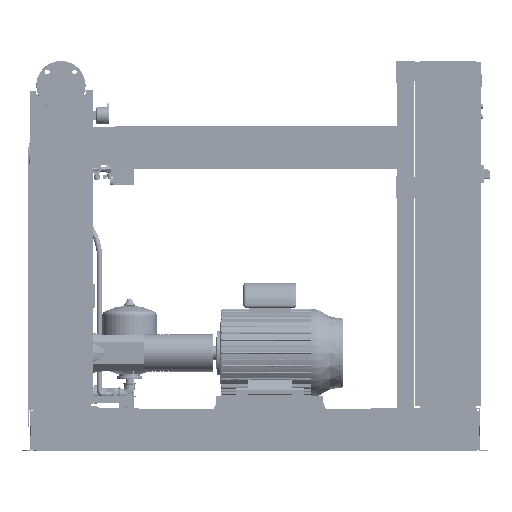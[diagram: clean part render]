
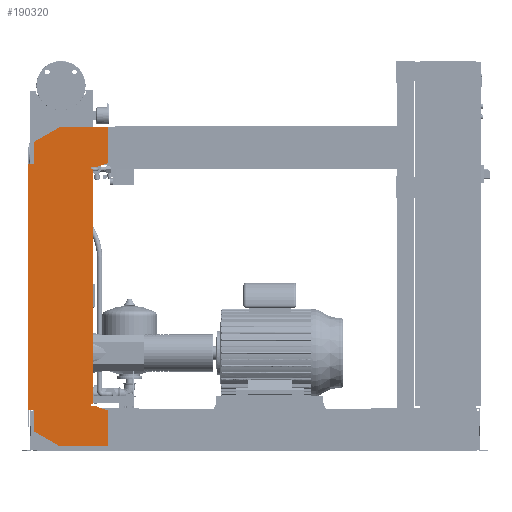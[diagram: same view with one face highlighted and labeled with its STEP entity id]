
A CAD part, front view. The second image highlights one B-rep face of the part: STEP entity #190320.
In plain terms, the highlighted free-form (B-spline) face has degree [1, 1] with [2, 2] control points.
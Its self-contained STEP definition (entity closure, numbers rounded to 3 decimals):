
#189805=CARTESIAN_POINT('',(-102.0,-565.5,1076.0));
#189806=VERTEX_POINT('',#189805);
#189813=CARTESIAN_POINT('',(-102.0,-565.5,1158.574));
#189814=VERTEX_POINT('',#189813);
#189815=CARTESIAN_POINT('',(-102.0,-565.5,1076.0));
#189816=DIRECTION('',(0.0,0.0,1.0));
#189817=VECTOR('',#189816,82.574);
#189818=LINE('',#189815,#189817);
#189819=EDGE_CURVE('',#189806,#189814,#189818,.T.);
#189837=CARTESIAN_POINT('',(-6.,-565.5,1214.0));
#189838=VERTEX_POINT('',#189837);
#189839=CARTESIAN_POINT('',(-102.0,-565.5,1158.574));
#189840=DIRECTION('',(0.866,0.0,0.5));
#189841=VECTOR('',#189840,110.851);
#189842=LINE('',#189839,#189841);
#189843=EDGE_CURVE('',#189814,#189838,#189842,.T.);
#189861=CARTESIAN_POINT('',(177.0,-565.5,1214.0));
#189862=VERTEX_POINT('',#189861);
#189863=CARTESIAN_POINT('',(-6.,-565.5,1214.0));
#189864=DIRECTION('',(1.0,0.0,0.0));
#189865=VECTOR('',#189864,183.0);
#189866=LINE('',#189863,#189865);
#189867=EDGE_CURVE('',#189838,#189862,#189866,.T.);
#189885=CARTESIAN_POINT('',(177.0,-565.5,1080.379));
#189886=VERTEX_POINT('',#189885);
#189887=CARTESIAN_POINT('',(177.0,-565.5,1214.0));
#189888=DIRECTION('',(0.0,0.0,-1.0));
#189889=VECTOR('',#189888,133.621);
#189890=LINE('',#189887,#189889);
#189891=EDGE_CURVE('',#189862,#189886,#189890,.T.);
#189909=CARTESIAN_POINT('',(132.,-565.5,1064.0));
#189910=VERTEX_POINT('',#189909);
#189911=CARTESIAN_POINT('',(177.0,-565.5,1080.379));
#189912=DIRECTION('',(-0.94,0.0,-0.342));
#189913=VECTOR('',#189912,47.888);
#189914=LINE('',#189911,#189913);
#189915=EDGE_CURVE('',#189886,#189910,#189914,.T.);
#189933=CARTESIAN_POINT('',(112.0,-565.5,1064.0));
#189934=VERTEX_POINT('',#189933);
#189935=CARTESIAN_POINT('',(132.,-565.5,1064.0));
#189936=DIRECTION('',(-1.0,0.0,0.0));
#189937=VECTOR('',#189936,20.);
#189938=LINE('',#189935,#189937);
#189939=EDGE_CURVE('',#189910,#189934,#189938,.T.);
#189957=CARTESIAN_POINT('',(112.0,-565.5,1056.0));
#189958=VERTEX_POINT('',#189957);
#189959=CARTESIAN_POINT('',(112.0,-565.5,1064.0));
#189960=DIRECTION('',(0.0,0.0,-1.0));
#189961=VECTOR('',#189960,8.0);
#189962=LINE('',#189959,#189961);
#189963=EDGE_CURVE('',#189934,#189958,#189962,.T.);
#189981=CARTESIAN_POINT('',(120.,-565.5,1056.0));
#189982=VERTEX_POINT('',#189981);
#189983=CARTESIAN_POINT('',(112.0,-565.5,1056.0));
#189984=DIRECTION('',(1.0,0.0,0.0));
#189985=VECTOR('',#189984,8.);
#189986=LINE('',#189983,#189985);
#189987=EDGE_CURVE('',#189958,#189982,#189986,.T.);
#190005=CARTESIAN_POINT('',(120.,-565.5,176.));
#190006=VERTEX_POINT('',#190005);
#190017=CARTESIAN_POINT('',(120.,-565.5,1056.0));
#190018=DIRECTION('',(0.0,0.0,-1.0));
#190019=VECTOR('',#190018,880.);
#190020=LINE('',#190017,#190019);
#190021=EDGE_CURVE('',#189982,#190006,#190020,.T.);
#190035=CARTESIAN_POINT('',(112.,-565.5,176.));
#190036=VERTEX_POINT('',#190035);
#190037=CARTESIAN_POINT('',(120.,-565.5,176.));
#190038=DIRECTION('',(-1.0,0.0,0.0));
#190039=VECTOR('',#190038,8.);
#190040=LINE('',#190037,#190039);
#190041=EDGE_CURVE('',#190006,#190036,#190040,.T.);
#190059=CARTESIAN_POINT('',(112.,-565.5,168.));
#190060=VERTEX_POINT('',#190059);
#190061=CARTESIAN_POINT('',(112.,-565.5,176.));
#190062=DIRECTION('',(0.0,0.0,-1.0));
#190063=VECTOR('',#190062,8.0);
#190064=LINE('',#190061,#190063);
#190065=EDGE_CURVE('',#190036,#190060,#190064,.T.);
#190083=CARTESIAN_POINT('',(132.,-565.5,168.));
#190084=VERTEX_POINT('',#190083);
#190085=CARTESIAN_POINT('',(112.,-565.5,168.));
#190086=DIRECTION('',(1.0,0.0,0.0));
#190087=VECTOR('',#190086,20.0);
#190088=LINE('',#190085,#190087);
#190089=EDGE_CURVE('',#190060,#190084,#190088,.T.);
#190107=CARTESIAN_POINT('',(177.,-565.5,151.621));
#190108=VERTEX_POINT('',#190107);
#190109=CARTESIAN_POINT('',(132.,-565.5,168.));
#190110=DIRECTION('',(0.94,0.0,-0.342));
#190111=VECTOR('',#190110,47.888);
#190112=LINE('',#190109,#190111);
#190113=EDGE_CURVE('',#190084,#190108,#190112,.T.);
#190131=CARTESIAN_POINT('',(177.,-565.5,18.0));
#190132=VERTEX_POINT('',#190131);
#190133=CARTESIAN_POINT('',(177.,-565.5,151.621));
#190134=DIRECTION('',(0.0,0.0,-1.0));
#190135=VECTOR('',#190134,133.621);
#190136=LINE('',#190133,#190135);
#190137=EDGE_CURVE('',#190108,#190132,#190136,.T.);
#190155=CARTESIAN_POINT('',(-4.,-565.5,18.0));
#190156=VERTEX_POINT('',#190155);
#190157=CARTESIAN_POINT('',(177.,-565.5,18.0));
#190158=DIRECTION('',(-1.0,0.0,0.0));
#190159=VECTOR('',#190158,181.);
#190160=LINE('',#190157,#190159);
#190161=EDGE_CURVE('',#190132,#190156,#190160,.T.);
#190179=CARTESIAN_POINT('',(-102.,-565.5,74.58));
#190180=VERTEX_POINT('',#190179);
#190181=CARTESIAN_POINT('',(-4.,-565.5,18.0));
#190182=DIRECTION('',(-0.866,0.0,0.5));
#190183=VECTOR('',#190182,113.161);
#190184=LINE('',#190181,#190183);
#190185=EDGE_CURVE('',#190156,#190180,#190184,.T.);
#190203=CARTESIAN_POINT('',(-102.,-565.5,156.0));
#190204=VERTEX_POINT('',#190203);
#190205=CARTESIAN_POINT('',(-102.,-565.5,74.58));
#190206=DIRECTION('',(0.0,0.0,1.0));
#190207=VECTOR('',#190206,81.42);
#190208=LINE('',#190205,#190207);
#190209=EDGE_CURVE('',#190180,#190204,#190208,.T.);
#190227=CARTESIAN_POINT('',(-122.,-565.5,156.0));
#190228=VERTEX_POINT('',#190227);
#190229=CARTESIAN_POINT('',(-102.,-565.5,156.0));
#190230=DIRECTION('',(-1.0,0.0,0.0));
#190231=VECTOR('',#190230,20.0);
#190232=LINE('',#190229,#190231);
#190233=EDGE_CURVE('',#190204,#190228,#190232,.T.);
#190251=CARTESIAN_POINT('',(-122.0,-565.5,1076.0));
#190252=VERTEX_POINT('',#190251);
#190265=CARTESIAN_POINT('',(-122.,-565.5,156.0));
#190266=DIRECTION('',(0.0,0.0,1.0));
#190267=VECTOR('',#190266,920.0);
#190268=LINE('',#190265,#190267);
#190269=EDGE_CURVE('',#190228,#190252,#190268,.T.);
#190283=CARTESIAN_POINT('',(-122.0,-565.5,1076.0));
#190284=DIRECTION('',(1.0,0.0,0.0));
#190285=VECTOR('',#190284,20.0);
#190286=LINE('',#190283,#190285);
#190287=EDGE_CURVE('',#190252,#189806,#190286,.T.);
#190293=CARTESIAN_POINT('',(-122.,-565.5,18.0));
#190294=CARTESIAN_POINT('',(177.0,-565.5,18.0));
#190295=CARTESIAN_POINT('',(-122.,-565.5,1214.0));
#190296=CARTESIAN_POINT('',(177.0,-565.5,1214.0));
#190297=B_SPLINE_SURFACE_WITH_KNOTS('',1,1,((#190293,#190295),(#190294,#190296)),.UNSPECIFIED.,.F.,.F.,.U.,(2,2),(2,2),(0.0,299.),(0.0,1196.0),.UNSPECIFIED.);
#190298=ORIENTED_EDGE('',*,*,#190287,.F.);
#190299=ORIENTED_EDGE('',*,*,#190269,.F.);
#190300=ORIENTED_EDGE('',*,*,#190233,.F.);
#190301=ORIENTED_EDGE('',*,*,#190209,.F.);
#190302=ORIENTED_EDGE('',*,*,#190185,.F.);
#190303=ORIENTED_EDGE('',*,*,#190161,.F.);
#190304=ORIENTED_EDGE('',*,*,#190137,.F.);
#190305=ORIENTED_EDGE('',*,*,#190113,.F.);
#190306=ORIENTED_EDGE('',*,*,#190089,.F.);
#190307=ORIENTED_EDGE('',*,*,#190065,.F.);
#190308=ORIENTED_EDGE('',*,*,#190041,.F.);
#190309=ORIENTED_EDGE('',*,*,#190021,.F.);
#190310=ORIENTED_EDGE('',*,*,#189987,.F.);
#190311=ORIENTED_EDGE('',*,*,#189963,.F.);
#190312=ORIENTED_EDGE('',*,*,#189939,.F.);
#190313=ORIENTED_EDGE('',*,*,#189915,.F.);
#190314=ORIENTED_EDGE('',*,*,#189891,.F.);
#190315=ORIENTED_EDGE('',*,*,#189867,.F.);
#190316=ORIENTED_EDGE('',*,*,#189843,.F.);
#190317=ORIENTED_EDGE('',*,*,#189819,.F.);
#190318=EDGE_LOOP('',(#190298,#190299,#190300,#190301,#190302,#190303,#190304,#190305,#190306,#190307,#190308,#190309,#190310,#190311,#190312,#190313,#190314,#190315,#190316,#190317));
#190319=FACE_OUTER_BOUND('',#190318,.T.);
#190320=ADVANCED_FACE('',(#190319),#190297,.T.);
